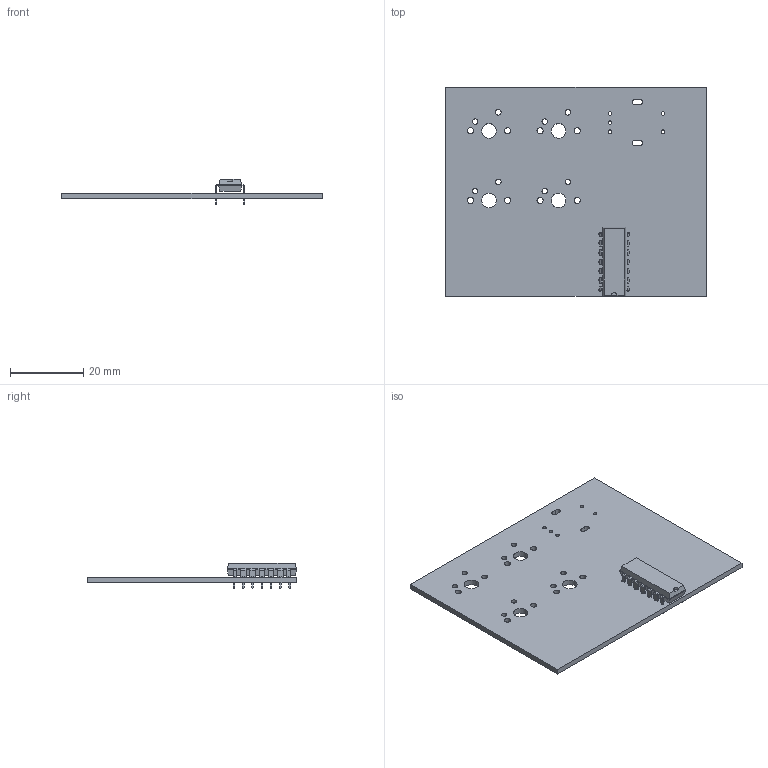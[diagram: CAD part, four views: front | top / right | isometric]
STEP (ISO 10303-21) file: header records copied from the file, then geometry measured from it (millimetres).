
FILE_DESCRIPTION(('KiCad electronic assembly'),'2;1');
FILE_NAME('micro discord board.step','2026-02-07T11:46:59',('Pcbnew'),( 'Kicad'),'Open CASCADE STEP processor 7.9','KiCad to STEP converter' ,'Unknown');
FILE_SCHEMA(('AUTOMOTIVE_DESIGN { 1 0 10303 214 1 1 1 1 }'));
Length unit declared in the file: millimetre
Products named in the file (3): micro discord board 1; DIP-14_W7.62mm; micro discord board_PCB
Assembly tree (2 placements, depth 2):
  micro discord board 1
    DIP-14_W7.62mm
    micro discord board_PCB
Bounding box: 71.44 x 57.31 x 6.98 mm (x, y, z)
Volume: 6398.5 mm3; surface area: 9204.6 mm2
Topology: 2 solids, 2 shells, 303 faces, 831 edges, 532 vertices
Faces by surface type: plane 205, cylinder 72, bspline 26
Full cylindrical faces by diameter (mm): 0.8 x14, 1 x5, 1.5 x8, 1.7 x8, 4 x4
Entity records: 11711 total; most frequent: CARTESIAN_POINT 2063, ORIENTED_EDGE 1662, DIRECTION 1518, EDGE_CURVE 831, LINE 666, VECTOR 666, VERTEX_POINT 532, AXIS2_PLACEMENT_3D 426
